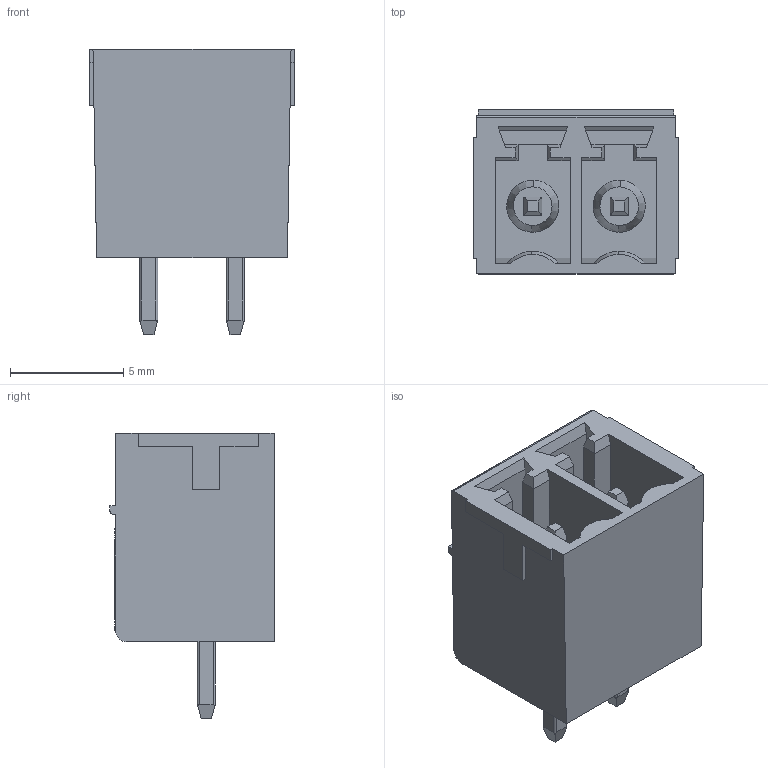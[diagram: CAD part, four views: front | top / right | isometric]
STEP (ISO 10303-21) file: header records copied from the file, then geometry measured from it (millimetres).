
FILE_DESCRIPTION(('STEP AP214'),'1');
FILE_NAME('cctmp_4A54373F-5B84-434B-93CC-B1DD732C5BF3_2023_02_03_15_13_37_0556_3632..stp','2023-02-03T15:13:37',('PHOENIX CONTACT Deutschland GmbH'),('CADClick - www.CADClick.com'),'Spatial InterOp 3D',' ','unknown authorization');
FILE_SCHEMA(('AUTOMOTIVE_DESIGN'));
Length unit declared in the file: millimetre
Products named in the file (4): 2023_02_03_15_13_37_0414; 2023_02_03_15_13_37_0556; 2023_02_03_15_13_37_0541; 2023_02_03_15_13_37_0509
Assembly tree (3 placements, depth 2):
  2023_02_03_15_13_37_0414
    2023_02_03_15_13_37_0556
    2023_02_03_15_13_37_0541
    2023_02_03_15_13_37_0509
Bounding box: 9.01 x 7.25 x 12.6 mm (x, y, z)
Volume: 331.3 mm3; surface area: 823.7 mm2
Topology: 3 solids, 3 shells, 551 faces, 1561 edges, 1037 vertices
Faces by surface type: plane 494, cylinder 28, bspline 17, cone 8, sphere 4
Entity records: 36205 total; most frequent: CARTESIAN_POINT 4850, ORIENTED_EDGE 3114, STYLED_ITEM 3094, PRESENTATION_STYLE_ASSIGNMENT 3094, COLOUR_RGB 3094, DIRECTION 2602, EDGE_CURVE 1557, CURVE_STYLE 1538
